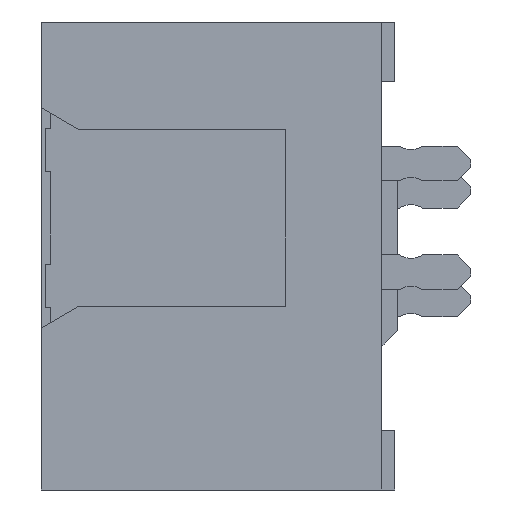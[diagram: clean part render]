
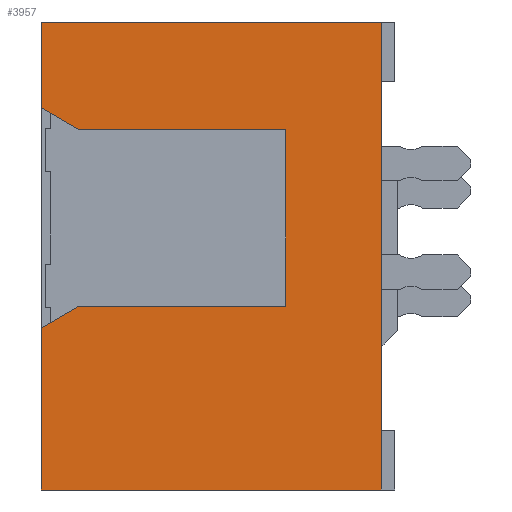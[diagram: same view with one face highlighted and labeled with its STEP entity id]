
A CAD part, left-side view. The second image highlights one B-rep face of the part: STEP entity #3957.
In plain terms, the highlighted planar face has unit normal (-1, 0, 0).
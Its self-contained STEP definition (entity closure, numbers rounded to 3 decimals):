
#336=ORIENTED_EDGE('',*,*,#1383,.T.);
#337=ORIENTED_EDGE('',*,*,#1386,.T.);
#338=ORIENTED_EDGE('',*,*,#1388,.T.);
#339=ORIENTED_EDGE('',*,*,#1379,.T.);
#340=ORIENTED_EDGE('',*,*,#1391,.T.);
#341=ORIENTED_EDGE('',*,*,#1392,.F.);
#342=ORIENTED_EDGE('',*,*,#1393,.T.);
#343=ORIENTED_EDGE('',*,*,#1290,.T.);
#344=ORIENTED_EDGE('',*,*,#1394,.F.);
#345=ORIENTED_EDGE('',*,*,#1395,.F.);
#1290=EDGE_CURVE('',#1843,#1842,#2250,.T.);
#1379=EDGE_CURVE('',#1917,#1919,#2339,.T.);
#1383=EDGE_CURVE('',#1921,#1923,#2343,.T.);
#1386=EDGE_CURVE('',#1923,#1925,#2346,.T.);
#1388=EDGE_CURVE('',#1925,#1917,#2348,.T.);
#1391=EDGE_CURVE('',#1919,#1927,#2351,.T.);
#1392=EDGE_CURVE('',#1928,#1927,#2352,.T.);
#1393=EDGE_CURVE('',#1928,#1843,#2353,.T.);
#1394=EDGE_CURVE('',#1929,#1842,#2354,.T.);
#1395=EDGE_CURVE('',#1921,#1929,#2355,.T.);
#1842=VERTEX_POINT('',#5526);
#1843=VERTEX_POINT('',#5528);
#1917=VERTEX_POINT('',#5701);
#1919=VERTEX_POINT('',#5705);
#1921=VERTEX_POINT('',#5710);
#1923=VERTEX_POINT('',#5714);
#1925=VERTEX_POINT('',#5720);
#1927=VERTEX_POINT('',#5729);
#1928=VERTEX_POINT('',#5733);
#1929=VERTEX_POINT('',#5736);
#2250=LINE('',#5527,#2810);
#2339=LINE('',#5706,#2899);
#2343=LINE('',#5715,#2903);
#2346=LINE('',#5721,#2906);
#2348=LINE('',#5724,#2908);
#2351=LINE('',#5730,#2911);
#2352=LINE('',#5732,#2912);
#2353=LINE('',#5734,#2913);
#2354=LINE('',#5735,#2914);
#2355=LINE('',#5737,#2915);
#2810=VECTOR('',#4500,1000.);
#2899=VECTOR('',#4615,1000.);
#2903=VECTOR('',#4621,1000.);
#2906=VECTOR('',#4626,1000.);
#2908=VECTOR('',#4630,1000.);
#2911=VECTOR('',#4635,1000.);
#2912=VECTOR('',#4638,1000.);
#2913=VECTOR('',#4639,1000.);
#2914=VECTOR('',#4640,1000.);
#2915=VECTOR('',#4641,1000.);
#3342=EDGE_LOOP('',(#336,#337,#338,#339,#340,#341,#342,#343,#344,#345));
#3558=FACE_BOUND('',#3342,.T.);
#3765=PLANE('',#4184);
#3957=ADVANCED_FACE('',(#3558),#3765,.F.);
#4184=AXIS2_PLACEMENT_3D('',#5731,#4636,#4637);
#4500=DIRECTION('',(0.,0.,1.));
#4615=DIRECTION('',(0.,1.,0.));
#4621=DIRECTION('',(0.,-0.865,-0.502));
#4626=DIRECTION('',(0.,-1.,0.));
#4630=DIRECTION('',(0.,0.,-1.));
#4635=DIRECTION('',(0.,0.865,-0.502));
#4636=DIRECTION('',(1.,0.,0.));
#4637=DIRECTION('',(0.,0.,-1.));
#4638=DIRECTION('',(0.,0.,1.));
#4639=DIRECTION('',(0.,-1.,0.));
#4640=DIRECTION('',(0.,-1.,0.));
#4641=DIRECTION('',(0.,0.,1.));
#5526=CARTESIAN_POINT('',(-6.65,0.25,4.3));
#5527=CARTESIAN_POINT('',(-6.65,0.25,-4.3));
#5528=CARTESIAN_POINT('',(-6.65,0.25,-4.3));
#5701=CARTESIAN_POINT('',(-6.65,2.,-0.925));
#5705=CARTESIAN_POINT('',(-6.65,5.81,-0.925));
#5706=CARTESIAN_POINT('',(-6.65,2.,-0.925));
#5710=CARTESIAN_POINT('',(-6.65,6.5,2.725));
#5714=CARTESIAN_POINT('',(-6.65,5.81,2.325));
#5715=CARTESIAN_POINT('',(-6.65,6.5,2.725));
#5720=CARTESIAN_POINT('',(-6.65,2.,2.325));
#5721=CARTESIAN_POINT('',(-6.65,5.81,2.325));
#5724=CARTESIAN_POINT('',(-6.65,2.,2.325));
#5729=CARTESIAN_POINT('',(-6.65,6.5,-1.325));
#5730=CARTESIAN_POINT('',(-6.65,5.81,-0.925));
#5731=CARTESIAN_POINT('',(-6.65,6.5,-4.3));
#5732=CARTESIAN_POINT('',(-6.65,6.5,-4.3));
#5733=CARTESIAN_POINT('',(-6.65,6.5,-4.3));
#5734=CARTESIAN_POINT('',(-6.65,6.5,-4.3));
#5735=CARTESIAN_POINT('',(-6.65,6.5,4.3));
#5736=CARTESIAN_POINT('',(-6.65,6.5,4.3));
#5737=CARTESIAN_POINT('',(-6.65,6.5,-4.3));
